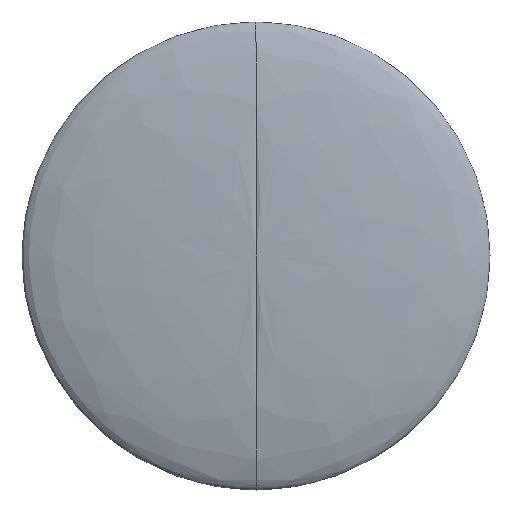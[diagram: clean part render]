
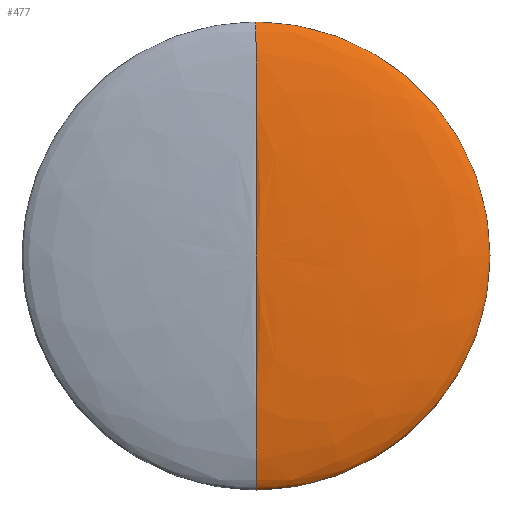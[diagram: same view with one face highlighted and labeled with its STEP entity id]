
A CAD part, left-side view. The second image highlights one B-rep face of the part: STEP entity #477.
In plain terms, the highlighted free-form (B-spline) face has degree [3, 3] with [4, 4] control points.
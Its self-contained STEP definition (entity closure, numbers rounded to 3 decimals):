
#7 = CARTESIAN_POINT ( 'NONE',  ( -0.5, 0., 2. ) ) ;
#18 = CARTESIAN_POINT ( 'NONE',  ( -1., 0., -2. ) ) ;
#34 = DIRECTION ( 'NONE',  ( 1., 0., 0. ) ) ;
#78 = CARTESIAN_POINT ( 'NONE',  ( -0.5, -8., 2. ) ) ;
#81 = CARTESIAN_POINT ( 'NONE',  ( -1., 0., -2. ) ) ;
#83 = EDGE_CURVE ( 'NONE', #450, #592, #869, .T. ) ;
#100 = EDGE_LOOP ( 'NONE', ( #432, #293, #775 ) ) ;
#149 = CARTESIAN_POINT ( 'NONE',  ( -0.793, 0., -6. ) ) ;
#200 = CARTESIAN_POINT ( 'NONE',  ( -1., 0., -2. ) ) ;
#214 =( BOUNDED_CURVE ( )  B_SPLINE_CURVE ( 3, ( #200, #269, #697, #757 ),
 .UNSPECIFIED., .F., .F. ) 
 B_SPLINE_CURVE_WITH_KNOTS ( ( 4, 4 ),
 ( 4.712, 6.283 ),
 .UNSPECIFIED. ) 
 CURVE ( )  GEOMETRIC_REPRESENTATION_ITEM ( )  RATIONAL_B_SPLINE_CURVE ( ( 1., 0.805, 0.805, 1. ) ) 
 REPRESENTATION_ITEM ( '' )  );
#269 = CARTESIAN_POINT ( 'NONE',  ( -1., 0., -4.343 ) ) ;
#277 = FACE_OUTER_BOUND ( 'NONE', #100, .T. ) ;
#287 = CARTESIAN_POINT ( 'NONE',  ( -1., 0., -2. ) ) ;
#292 = CARTESIAN_POINT ( 'NONE',  ( -1., -4.686, -4.343 ) ) ;
#293 = ORIENTED_EDGE ( 'NONE', *, *, #406, .T. ) ;
#318 = CARTESIAN_POINT ( 'NONE',  ( -0.5, 0., -6. ) ) ;
#355 = CARTESIAN_POINT ( 'NONE',  ( -0.793, -8., 2. ) ) ;
#365 = CARTESIAN_POINT ( 'NONE',  ( -0.5, -8., -6. ) ) ;
#376 = AXIS2_PLACEMENT_3D ( 'NONE', #777, #34, #443 ) ;
#385 = CARTESIAN_POINT ( 'NONE',  ( -0.5, 0., 2. ) ) ;
#406 = EDGE_CURVE ( 'NONE', #450, #650, #214, .T. ) ;
#417 = CIRCLE ( 'NONE', #376, 4. ) ;
#420 = CARTESIAN_POINT ( 'NONE',  ( -0.793, -8., -6. ) ) ;
#429 = CARTESIAN_POINT ( 'NONE',  ( -1., 0., 0.343 ) ) ;
#432 = ORIENTED_EDGE ( 'NONE', *, *, #83, .F. ) ;
#443 = DIRECTION ( 'NONE',  ( 0., 0., -1. ) ) ;
#450 = VERTEX_POINT ( 'NONE', #693 ) ;
#477 = ADVANCED_FACE ( 'NONE', ( #277 ), #600, .F. ) ;
#549 = CARTESIAN_POINT ( 'NONE',  ( -1., 0., -2. ) ) ;
#550 = CARTESIAN_POINT ( 'NONE',  ( -0.5, 0., -6. ) ) ;
#581 = EDGE_CURVE ( 'NONE', #592, #650, #417, .T. ) ;
#592 = VERTEX_POINT ( 'NONE', #385 ) ;
#600 =( BOUNDED_SURFACE ( )  B_SPLINE_SURFACE ( 3, 3, ( 
 ( #832, #18, #81, #287 ),
 ( #631, #747, #292, #617 ),
 ( #755, #355, #420, #149 ),
 ( #7, #78, #365, #550 ) ),
 .UNSPECIFIED., .F., .F., .T. ) 
 B_SPLINE_SURFACE_WITH_KNOTS ( ( 4, 4 ),
 ( 4, 4 ),
 ( 0., 1. ),
 ( 0., 1. ),
 .UNSPECIFIED. ) 
 GEOMETRIC_REPRESENTATION_ITEM ( )  RATIONAL_B_SPLINE_SURFACE ( (
 ( 1., 0.333, 0.333, 1.),
 ( 0.805, 0.268, 0.268, 0.805),
 ( 0.805, 0.268, 0.268, 0.805),
 ( 1., 0.333, 0.333, 1.) ) ) 
 REPRESENTATION_ITEM ( '' )  SURFACE ( )  );
#617 = CARTESIAN_POINT ( 'NONE',  ( -1., 0., -4.343 ) ) ;
#631 = CARTESIAN_POINT ( 'NONE',  ( -1., 0., 0.343 ) ) ;
#650 = VERTEX_POINT ( 'NONE', #318 ) ;
#691 = CARTESIAN_POINT ( 'NONE',  ( -0.793, 0., 2. ) ) ;
#693 = CARTESIAN_POINT ( 'NONE',  ( -1., 0., -2. ) ) ;
#697 = CARTESIAN_POINT ( 'NONE',  ( -0.793, 0., -6. ) ) ;
#747 = CARTESIAN_POINT ( 'NONE',  ( -1., -4.686, 0.343 ) ) ;
#754 = CARTESIAN_POINT ( 'NONE',  ( -0.5, 0., 2. ) ) ;
#755 = CARTESIAN_POINT ( 'NONE',  ( -0.793, 0., 2. ) ) ;
#757 = CARTESIAN_POINT ( 'NONE',  ( -0.5, 0., -6. ) ) ;
#775 = ORIENTED_EDGE ( 'NONE', *, *, #581, .F. ) ;
#777 = CARTESIAN_POINT ( 'NONE',  ( -0.5, 0., -2. ) ) ;
#832 = CARTESIAN_POINT ( 'NONE',  ( -1., 0., -2. ) ) ;
#869 =( BOUNDED_CURVE ( )  B_SPLINE_CURVE ( 3, ( #549, #429, #691, #754 ),
 .UNSPECIFIED., .F., .T. ) 
 B_SPLINE_CURVE_WITH_KNOTS ( ( 4, 4 ),
 ( 4.712, 6.283 ),
 .UNSPECIFIED. ) 
 CURVE ( )  GEOMETRIC_REPRESENTATION_ITEM ( )  RATIONAL_B_SPLINE_CURVE ( ( 1., 0.805, 0.805, 1. ) ) 
 REPRESENTATION_ITEM ( '' )  );
